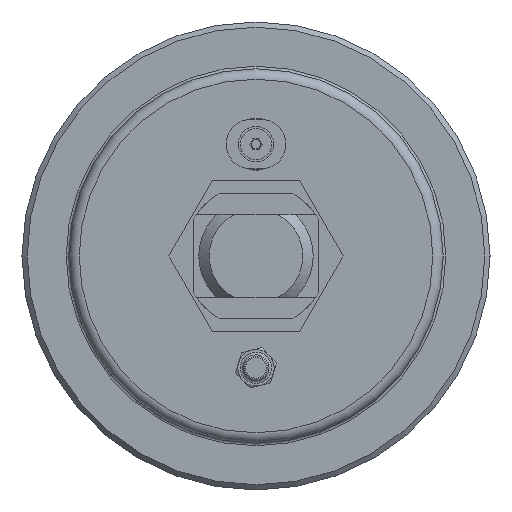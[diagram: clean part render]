
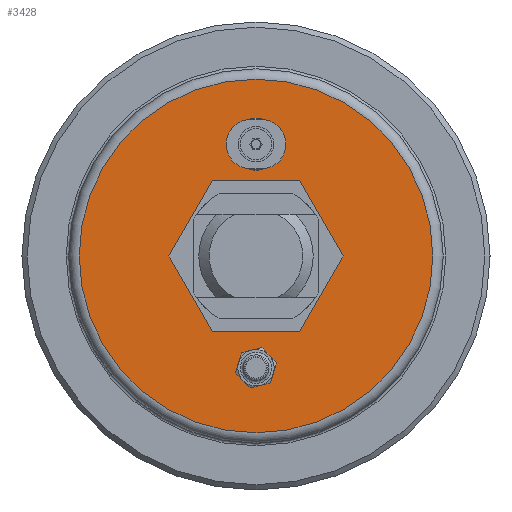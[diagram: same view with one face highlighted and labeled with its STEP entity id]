
A CAD part, left-side view. The second image highlights one B-rep face of the part: STEP entity #3428.
In plain terms, the highlighted planar face has unit normal (-1, 0, 0).
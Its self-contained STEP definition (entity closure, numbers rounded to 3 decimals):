
#280=FACE_BOUND('',#733,.T.);
#281=FACE_BOUND('',#734,.T.);
#282=FACE_BOUND('',#735,.T.);
#352=PLANE('',#3743);
#514=FACE_OUTER_BOUND('',#732,.T.);
#732=EDGE_LOOP('',(#2861));
#733=EDGE_LOOP('',(#2862));
#734=EDGE_LOOP('',(#2863,#2864,#2865,#2866,#2867,#2868));
#735=EDGE_LOOP('',(#2869,#2870,#2871,#2872,#2873,#2874));
#815=LINE('',#4725,#1005);
#819=LINE('',#4733,#1009);
#822=LINE('',#4739,#1012);
#843=LINE('',#4810,#1033);
#846=LINE('',#4816,#1036);
#849=LINE('',#4821,#1039);
#1005=VECTOR('',#3924,10.);
#1009=VECTOR('',#3930,10.);
#1012=VECTOR('',#3935,10.);
#1033=VECTOR('',#4010,10.);
#1036=VECTOR('',#4015,10.);
#1039=VECTOR('',#4020,10.);
#1173=CIRCLE('',#3507,3.75);
#1274=CIRCLE('',#3723,34.);
#1281=CIRCLE('',#3744,3.5);
#1282=CIRCLE('',#3745,3.5);
#1283=CIRCLE('',#3746,3.5);
#1284=CIRCLE('',#3747,3.5);
#1285=CIRCLE('',#3748,3.5);
#1286=CIRCLE('',#3749,3.5);
#1332=VERTEX_POINT('',#4671);
#1340=VERTEX_POINT('',#4723);
#1341=VERTEX_POINT('',#4724);
#1344=VERTEX_POINT('',#4732);
#1346=VERTEX_POINT('',#4738);
#1369=VERTEX_POINT('',#4809);
#1371=VERTEX_POINT('',#4815);
#1568=VERTEX_POINT('',#11757);
#1583=VERTEX_POINT('',#11956);
#1584=VERTEX_POINT('',#11957);
#1585=VERTEX_POINT('',#11959);
#1586=VERTEX_POINT('',#11961);
#1587=VERTEX_POINT('',#11963);
#1588=VERTEX_POINT('',#11965);
#1646=EDGE_CURVE('',#1332,#1332,#1173,.T.);
#1670=EDGE_CURVE('',#1340,#1341,#815,.T.);
#1674=EDGE_CURVE('',#1344,#1340,#819,.T.);
#1677=EDGE_CURVE('',#1346,#1344,#822,.T.);
#1711=EDGE_CURVE('',#1341,#1369,#843,.T.);
#1714=EDGE_CURVE('',#1369,#1371,#846,.T.);
#1717=EDGE_CURVE('',#1371,#1346,#849,.T.);
#2003=EDGE_CURVE('',#1568,#1568,#1274,.T.);
#2028=EDGE_CURVE('',#1583,#1584,#1281,.T.);
#2029=EDGE_CURVE('',#1584,#1585,#1282,.T.);
#2030=EDGE_CURVE('',#1585,#1586,#1283,.T.);
#2031=EDGE_CURVE('',#1586,#1587,#1284,.T.);
#2032=EDGE_CURVE('',#1587,#1588,#1285,.T.);
#2033=EDGE_CURVE('',#1588,#1583,#1286,.T.);
#2861=ORIENTED_EDGE('',*,*,#2003,.T.);
#2862=ORIENTED_EDGE('',*,*,#1646,.T.);
#2863=ORIENTED_EDGE('',*,*,#1677,.T.);
#2864=ORIENTED_EDGE('',*,*,#1674,.T.);
#2865=ORIENTED_EDGE('',*,*,#1670,.T.);
#2866=ORIENTED_EDGE('',*,*,#1711,.T.);
#2867=ORIENTED_EDGE('',*,*,#1714,.T.);
#2868=ORIENTED_EDGE('',*,*,#1717,.T.);
#2869=ORIENTED_EDGE('',*,*,#2028,.T.);
#2870=ORIENTED_EDGE('',*,*,#2029,.T.);
#2871=ORIENTED_EDGE('',*,*,#2030,.T.);
#2872=ORIENTED_EDGE('',*,*,#2031,.T.);
#2873=ORIENTED_EDGE('',*,*,#2032,.T.);
#2874=ORIENTED_EDGE('',*,*,#2033,.T.);
#3428=ADVANCED_FACE('',(#514,#280,#281,#282),#352,.T.);
#3507=AXIS2_PLACEMENT_3D('',#4673,#3853,#3854);
#3723=AXIS2_PLACEMENT_3D('',#11758,#4439,#4440);
#3743=AXIS2_PLACEMENT_3D('',#11955,#4486,#4487);
#3744=AXIS2_PLACEMENT_3D('',#11958,#4488,#4489);
#3745=AXIS2_PLACEMENT_3D('',#11960,#4490,#4491);
#3746=AXIS2_PLACEMENT_3D('',#11962,#4492,#4493);
#3747=AXIS2_PLACEMENT_3D('',#11964,#4494,#4495);
#3748=AXIS2_PLACEMENT_3D('',#11966,#4496,#4497);
#3749=AXIS2_PLACEMENT_3D('',#11967,#4498,#4499);
#3853=DIRECTION('center_axis',(1.,0.,0.));
#3854=DIRECTION('ref_axis',(0.,0.,
-1.));
#3924=DIRECTION('',(0.,1.,0.));
#3930=DIRECTION('',(0.,0.5,-0.866));
#3935=DIRECTION('',(0.,-0.5,-0.866));
#4010=DIRECTION('',(0.,0.5,0.866));
#4015=DIRECTION('',(0.,-0.5,0.866));
#4020=DIRECTION('',(0.,-1.,0.));
#4439=DIRECTION('center_axis',(-1.,0.,0.));
#4440=DIRECTION('ref_axis',(0.,-1.,0.));
#4486=DIRECTION('center_axis',(-1.,0.,0.));
#4487=DIRECTION('ref_axis',(0.,-1.,0.));
#4488=DIRECTION('center_axis',(1.,0.,0.));
#4489=DIRECTION('ref_axis',(0.,-0.239,-0.971));
#4490=DIRECTION('center_axis',(1.,0.,0.));
#4491=DIRECTION('ref_axis',(0.,-0.239,-0.971));
#4492=DIRECTION('center_axis',(1.,0.,0.));
#4493=DIRECTION('ref_axis',(0.,-0.239,-0.971));
#4494=DIRECTION('center_axis',(1.,0.,0.));
#4495=DIRECTION('ref_axis',(0.,-0.239,-0.971));
#4496=DIRECTION('center_axis',(1.,0.,0.));
#4497=DIRECTION('ref_axis',(0.,-0.239,-0.971));
#4498=DIRECTION('center_axis',(1.,0.,0.));
#4499=DIRECTION('ref_axis',(0.,-0.239,-0.971));
#4671=CARTESIAN_POINT('',(-245.,0.,25.25));
#4673=CARTESIAN_POINT('Origin',(-245.,0.,21.5));
#4723=CARTESIAN_POINT('',(-245.,-8.372,-14.5));
#4724=CARTESIAN_POINT('',(-245.,8.372,-14.5));
#4725=CARTESIAN_POINT('',(-245.,-5.686,-14.5));
#4732=CARTESIAN_POINT('',(-245.,-16.743,0.));
#4733=CARTESIAN_POINT('',(-245.,-15.025,-2.975));
#4738=CARTESIAN_POINT('',(-245.,-8.372,14.5));
#4739=CARTESIAN_POINT('',(-245.,-10.839,10.225));
#4809=CARTESIAN_POINT('',(-245.,16.743,0.));
#4810=CARTESIAN_POINT('',(-245.,10.089,-11.525));
#4815=CARTESIAN_POINT('',(-245.,8.372,14.5));
#4816=CARTESIAN_POINT('',(-245.,14.275,4.275));
#4821=CARTESIAN_POINT('',(-245.,2.686,14.5));
#11757=CARTESIAN_POINT('',(-245.,34.,0.));
#11758=CARTESIAN_POINT('Origin',(-245.,0.,0.));
#11955=CARTESIAN_POINT('Origin',(-245.,-3.,0.));
#11956=CARTESIAN_POINT('',(-245.,-0.837,-24.898));
#11957=CARTESIAN_POINT('',(-245.,2.524,-23.924));
#11958=CARTESIAN_POINT('Origin',(-245.,0.,-21.5));
#11959=CARTESIAN_POINT('',(-245.,3.362,-20.526));
#11960=CARTESIAN_POINT('Origin',(-245.,0.,-21.5));
#11961=CARTESIAN_POINT('',(-245.,0.837,-18.102));
#11962=CARTESIAN_POINT('Origin',(-245.,0.,-21.5));
#11963=CARTESIAN_POINT('',(-245.,-2.524,-19.076));
#11964=CARTESIAN_POINT('Origin',(-245.,0.,-21.5));
#11965=CARTESIAN_POINT('',(-245.,-3.362,-22.474));
#11966=CARTESIAN_POINT('Origin',(-245.,0.,-21.5));
#11967=CARTESIAN_POINT('Origin',(-245.,0.,-21.5));
